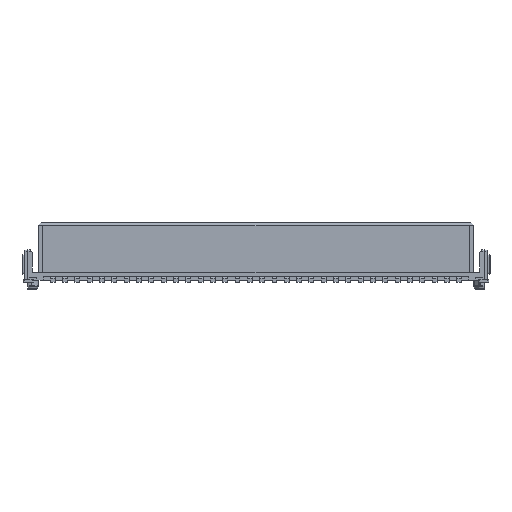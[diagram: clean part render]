
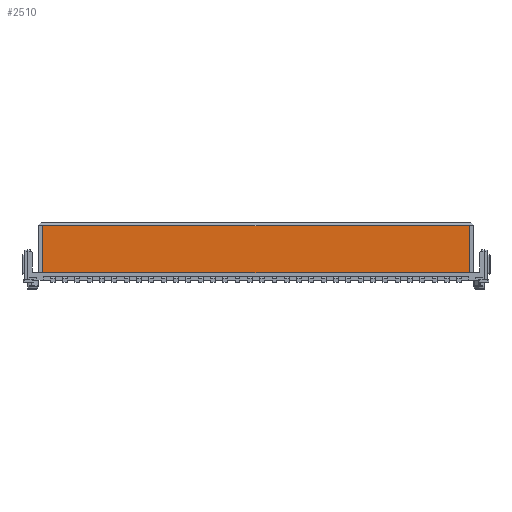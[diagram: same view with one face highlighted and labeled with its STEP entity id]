
A CAD part, front view. The second image highlights one B-rep face of the part: STEP entity #2510.
In plain terms, the highlighted planar face has unit normal (0, -1, 0).
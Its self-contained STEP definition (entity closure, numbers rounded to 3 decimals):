
#2483=AXIS2_PLACEMENT_3D('Plane Axis2P3D',#2480,#2481,#2482) ;
#49=CARTESIAN_POINT('Vertex',(2.165,2.175,6.58)) ;
#52=CARTESIAN_POINT('Line Origine',(24.13,2.175,6.58)) ;
#56=CARTESIAN_POINT('Vertex',(46.095,2.175,6.58)) ;
#2480=CARTESIAN_POINT('Axis2P3D Location',(46.195,2.175,1.63)) ;
#2485=CARTESIAN_POINT('Line Origine',(24.13,2.175,1.73)) ;
#2489=CARTESIAN_POINT('Vertex',(2.165,2.175,1.73)) ;
#2491=CARTESIAN_POINT('Vertex',(46.095,2.175,1.73)) ;
#2494=CARTESIAN_POINT('Line Origine',(46.095,2.175,4.155)) ;
#2499=CARTESIAN_POINT('Line Origine',(2.165,2.175,4.155)) ;
#53=DIRECTION('Vector Direction',(-1.,0.,0.)) ;
#2481=DIRECTION('Axis2P3D Direction',(0.,-1.,0.)) ;
#2482=DIRECTION('Axis2P3D XDirection',(0.,0.,1.)) ;
#2486=DIRECTION('Vector Direction',(1.,0.,0.)) ;
#2495=DIRECTION('Vector Direction',(0.,0.,1.)) ;
#2500=DIRECTION('Vector Direction',(0.,0.,-1.)) ;
#54=VECTOR('Line Direction',#53,1.) ;
#2487=VECTOR('Line Direction',#2486,1.) ;
#2496=VECTOR('Line Direction',#2495,1.) ;
#2501=VECTOR('Line Direction',#2500,1.) ;
#2505=ORIENTED_EDGE('',*,*,#2493,.T.) ;
#2506=ORIENTED_EDGE('',*,*,#2498,.T.) ;
#2507=ORIENTED_EDGE('',*,*,#58,.T.) ;
#2508=ORIENTED_EDGE('',*,*,#2503,.T.) ;
#2510=ADVANCED_FACE('Hauptk\X2\00F6\X0\rper',(#2509),#2484,.T.) ;
#58=EDGE_CURVE('',#57,#50,#55,.T.) ;
#2493=EDGE_CURVE('',#2490,#2492,#2488,.T.) ;
#2498=EDGE_CURVE('',#2492,#57,#2497,.T.) ;
#2503=EDGE_CURVE('',#50,#2490,#2502,.T.) ;
#2504=EDGE_LOOP('',(#2505,#2506,#2507,#2508)) ;
#2509=FACE_OUTER_BOUND('',#2504,.T.) ;
#55=LINE('Line',#52,#54) ;
#2488=LINE('Line',#2485,#2487) ;
#2497=LINE('Line',#2494,#2496) ;
#2502=LINE('Line',#2499,#2501) ;
#2484=PLANE('',#2483) ;
#50=VERTEX_POINT('',#49) ;
#57=VERTEX_POINT('',#56) ;
#2490=VERTEX_POINT('',#2489) ;
#2492=VERTEX_POINT('',#2491) ;
